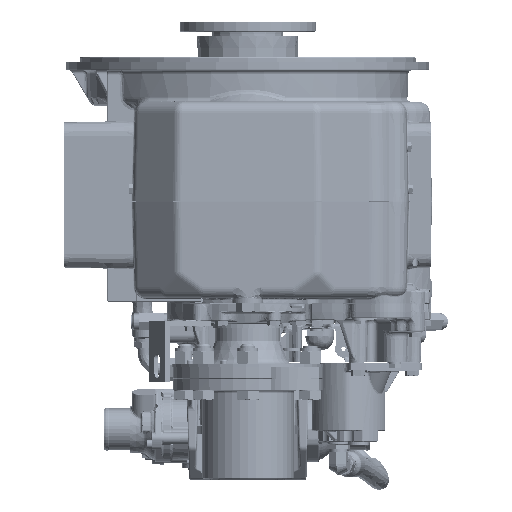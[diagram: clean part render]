
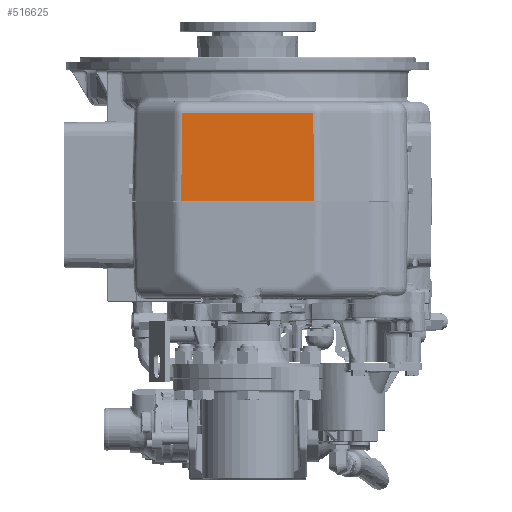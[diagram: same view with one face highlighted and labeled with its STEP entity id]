
A CAD part, front view. The second image highlights one B-rep face of the part: STEP entity #516625.
In plain terms, the highlighted planar face has unit normal (0, -1, 0.026).
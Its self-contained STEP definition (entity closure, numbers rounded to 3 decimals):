
#1595 = VERTEX_POINT ( 'NONE', #127905 ) ;
#1610 = VERTEX_POINT ( 'NONE', #127969 ) ;
#42022 = CARTESIAN_POINT ( 'NONE',  ( 0., -360.668, -212.899 ) ) ;
#42027 = DIRECTION ( 'NONE',  ( 1., 0., 0. ) ) ;
#92913 = CARTESIAN_POINT ( 'NONE',  ( 0., -360.67, -212.979 ) ) ;
#92915 = PLANE ( 'NONE',  #468762 ) ;
#92937 = DIRECTION ( 'NONE',  ( 0., -1., 0.026 ) ) ;
#92939 = DIRECTION ( 'NONE',  ( 0., -0.026, -1. ) ) ;
#106431 = FACE_OUTER_BOUND ( 'NONE', #500186, .T. ) ;
#127905 = CARTESIAN_POINT ( 'NONE',  ( -101.206, -360.668, -212.899 ) ) ;
#127969 = CARTESIAN_POINT ( 'NONE',  ( 101.206, -360.668, -212.899 ) ) ;
#191075 = LINE ( 'NONE', #269816, #277314 ) ;
#244442 = ORIENTED_EDGE ( 'NONE', *, *, #447941, .T. ) ;
#244446 = ORIENTED_EDGE ( 'NONE', *, *, #461702, .T. ) ;
#244451 = ORIENTED_EDGE ( 'NONE', *, *, #280465, .T. ) ;
#244455 = ORIENTED_EDGE ( 'NONE', *, *, #461678, .T. ) ;
#269816 = CARTESIAN_POINT ( 'NONE',  ( 0., -357.136, -78.034 ) ) ;
#269827 = DIRECTION ( 'NONE',  ( -1., 0., 0. ) ) ;
#277314 = VECTOR ( 'NONE', #269827, 1000. ) ;
#278989 = LINE ( 'NONE', #323554, #279053 ) ;
#279006 = LINE ( 'NONE', #323518, #279021 ) ;
#279021 = VECTOR ( 'NONE', #323521, 1000. ) ;
#279053 = VECTOR ( 'NONE', #323573, 1000. ) ;
#280465 = EDGE_CURVE ( 'NONE', #1595, #1610, #509812, .T. ) ;
#323518 = CARTESIAN_POINT ( 'NONE',  ( -101.195, -360.641, -211.882 ) ) ;
#323521 = DIRECTION ( 'NONE',  ( -0.011, -0.026, -1. ) ) ;
#323554 = CARTESIAN_POINT ( 'NONE',  ( 101.195, -360.641, -211.882 ) ) ;
#323573 = DIRECTION ( 'NONE',  ( -0.011, 0.026, 1. ) ) ;
#384635 = CARTESIAN_POINT ( 'NONE',  ( -99.744, -357.136, -78.034 ) ) ;
#384687 = CARTESIAN_POINT ( 'NONE',  ( 99.744, -357.136, -78.034 ) ) ;
#447941 = EDGE_CURVE ( 'NONE', #476778, #476776, #191075, .T. ) ;
#461678 = EDGE_CURVE ( 'NONE', #476776, #1595, #279006, .T. ) ;
#461702 = EDGE_CURVE ( 'NONE', #1610, #476778, #278989, .T. ) ;
#468762 = AXIS2_PLACEMENT_3D ( 'NONE', #92913, #92937, #92939 ) ;
#476776 = VERTEX_POINT ( 'NONE', #384635 ) ;
#476778 = VERTEX_POINT ( 'NONE', #384687 ) ;
#500186 = EDGE_LOOP ( 'NONE', ( #244455, #244451, #244446, #244442 ) ) ;
#509812 = LINE ( 'NONE', #42022, #509821 ) ;
#509821 = VECTOR ( 'NONE', #42027, 1000. ) ;
#516625 = ADVANCED_FACE ( 'NONE', ( #106431 ), #92915, .T. ) ;
